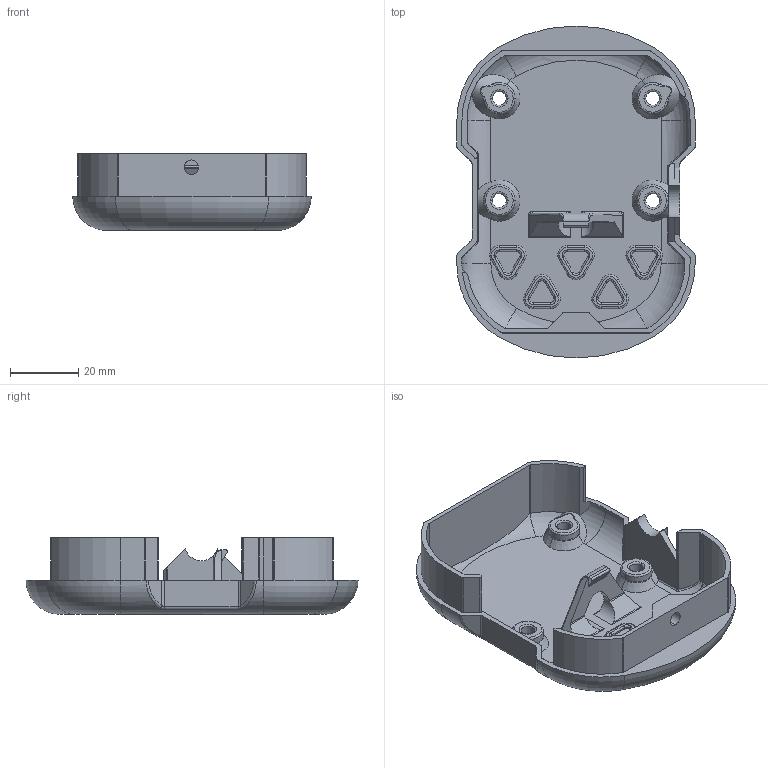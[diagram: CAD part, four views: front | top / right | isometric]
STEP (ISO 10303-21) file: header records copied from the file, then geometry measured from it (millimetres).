
FILE_DESCRIPTION (( 'STEP AP214' ), '1' );
FILE_NAME ('shellback.STEP', '2025-05-29T11:23:50', ( '' ), ( '' ), 'SwSTEP 2.0', 'SolidWorks 2024', '' );
FILE_SCHEMA (( 'AUTOMOTIVE_DESIGN' ));
Length unit declared in the file: millimetre
Products named in the file (1): shellback
Bounding box: 70 x 97.5 x 22.5 mm (x, y, z)
Volume: 21292.6 mm3; surface area: 22005.5 mm2
Topology: 1 solids, 1 shells, 471 faces, 1246 edges, 784 vertices
Faces by surface type: cylinder 191, plane 147, torus 84, bspline 43, cone 6
Entity records: 17851 total; most frequent: CARTESIAN_POINT 6267, ORIENTED_EDGE 2492, DIRECTION 2440, EDGE_CURVE 1246, AXIS2_PLACEMENT_3D 938, VERTEX_POINT 784, VECTOR 564, LINE 564
